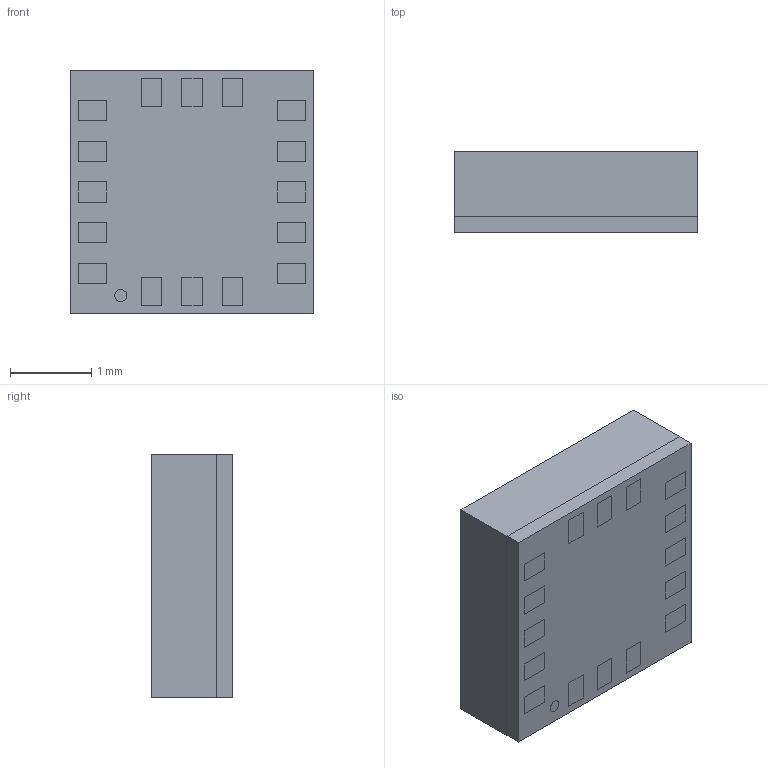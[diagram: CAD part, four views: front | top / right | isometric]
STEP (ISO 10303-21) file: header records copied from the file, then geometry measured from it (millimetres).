
FILE_DESCRIPTION (( 'STEP AP214' ), '1' );
FILE_NAME ('H3LIS100DLTR.STEP', '2023-11-14T10:02:07', ( '' ), ( '' ), 'SwSTEP 2.0', 'SolidWorks 2021', '' );
FILE_SCHEMA (( 'AUTOMOTIVE_DESIGN' ));
Length unit declared in the file: millimetre
Products named in the file (1): H3LIS100DLTR
Bounding box: 3 x 1 x 3 mm (x, y, z)
Volume: 9 mm3; surface area: 55.2 mm2
Topology: 20 solids, 20 shells, 202 faces, 432 edges, 288 vertices
Faces by surface type: plane 194, cylinder 8
Entity records: 5557 total; most frequent: CARTESIAN_POINT 923, ORIENTED_EDGE 864, DIRECTION 854, EDGE_CURVE 432, VECTOR 416, LINE 416, VERTEX_POINT 288, EDGE_LOOP 220
